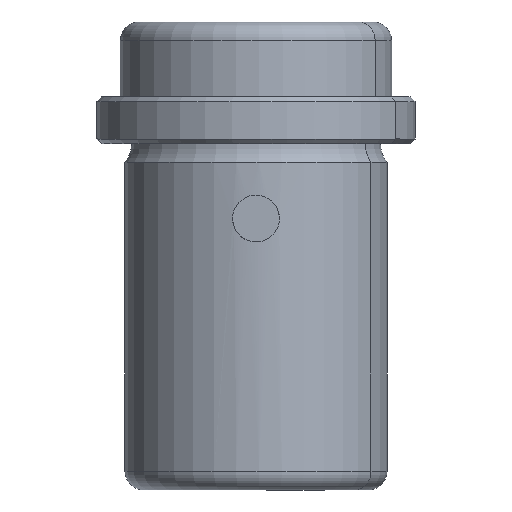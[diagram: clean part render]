
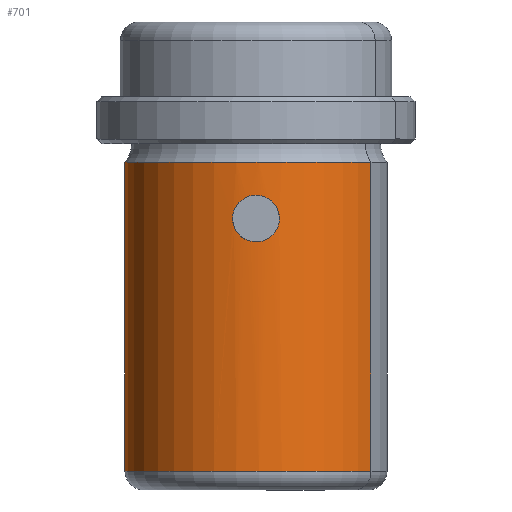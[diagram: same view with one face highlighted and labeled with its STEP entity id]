
A CAD part, front view. The second image highlights one B-rep face of the part: STEP entity #701.
In plain terms, the highlighted cylindrical face has radius 14 mm (diameter 28 mm), a partial arc.
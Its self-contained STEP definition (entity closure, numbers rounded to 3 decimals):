
#113=CARTESIAN_POINT('Vertex',(-2.194,-13.827,-6.801)) ;
#117=CARTESIAN_POINT('Control Point',(2.194,-13.827,-9.199)) ;
#118=CARTESIAN_POINT('Control Point',(2.044,-13.851,-9.473)) ;
#119=CARTESIAN_POINT('Control Point',(1.852,-13.879,-9.723)) ;
#120=CARTESIAN_POINT('Control Point',(1.621,-13.909,-9.942)) ;
#121=CARTESIAN_POINT('Control Point',(0.841,-13.991,-10.477)) ;
#122=CARTESIAN_POINT('Control Point',(-0.132,-14.023,-10.619)) ;
#123=CARTESIAN_POINT('Control Point',(-0.792,-13.997,-10.498)) ;
#124=CARTESIAN_POINT('Control Point',(-1.946,-13.882,-9.868)) ;
#125=CARTESIAN_POINT('Control Point',(-2.533,-13.771,-8.689)) ;
#126=CARTESIAN_POINT('Control Point',(-2.626,-13.75,-8.011)) ;
#127=CARTESIAN_POINT('Control Point',(-2.498,-13.779,-7.357)) ;
#128=CARTESIAN_POINT('Control Point',(-2.194,-13.827,-6.801)) ;
#129=CARTESIAN_POINT('Vertex',(2.194,-13.827,-9.199)) ;
#259=CARTESIAN_POINT('Vertex',(12.286,-6.712,-35.)) ;
#262=CARTESIAN_POINT('Axis2P3D Location',(0.,0.,-35.)) ;
#266=CARTESIAN_POINT('Vertex',(-12.286,6.712,-35.)) ;
#298=CARTESIAN_POINT('Axis2P3D Location',(0.,0.,-12.)) ;
#303=CARTESIAN_POINT('Line Origine',(-12.286,6.712,-19.5)) ;
#307=CARTESIAN_POINT('Vertex',(-12.286,6.712,-2.)) ;
#314=CARTESIAN_POINT('Vertex',(12.286,-6.712,-2.)) ;
#317=CARTESIAN_POINT('Line Origine',(12.286,-6.712,-19.5)) ;
#651=CARTESIAN_POINT('Axis2P3D Location',(0.,0.,-2.)) ;
#684=CARTESIAN_POINT('Control Point',(-2.194,-13.827,-6.801)) ;
#685=CARTESIAN_POINT('Control Point',(-2.044,-13.851,-6.527)) ;
#686=CARTESIAN_POINT('Control Point',(-1.852,-13.879,-6.277)) ;
#687=CARTESIAN_POINT('Control Point',(-1.621,-13.909,-6.058)) ;
#688=CARTESIAN_POINT('Control Point',(-0.841,-13.991,-5.523)) ;
#689=CARTESIAN_POINT('Control Point',(0.132,-14.023,-5.381)) ;
#690=CARTESIAN_POINT('Control Point',(0.792,-13.997,-5.502)) ;
#691=CARTESIAN_POINT('Control Point',(1.946,-13.882,-6.132)) ;
#692=CARTESIAN_POINT('Control Point',(2.533,-13.771,-7.311)) ;
#693=CARTESIAN_POINT('Control Point',(2.626,-13.75,-7.989)) ;
#694=CARTESIAN_POINT('Control Point',(2.498,-13.779,-8.643)) ;
#695=CARTESIAN_POINT('Control Point',(2.194,-13.827,-9.199)) ;
#263=DIRECTION('Axis2P3D Direction',(0.,0.,-1.)) ;
#299=DIRECTION('Axis2P3D Direction',(0.,0.,-1.)) ;
#300=DIRECTION('Axis2P3D XDirection',(-0.878,0.479,-0.)) ;
#304=DIRECTION('Vector Direction',(0.,0.,-1.)) ;
#318=DIRECTION('Vector Direction',(0.,0.,-1.)) ;
#652=DIRECTION('Axis2P3D Direction',(0.,0.,-1.)) ;
#264=AXIS2_PLACEMENT_3D('Circle Axis2P3D',#262,#263,$) ;
#301=AXIS2_PLACEMENT_3D('Cylinder Axis2P3D',#298,#299,#300) ;
#653=AXIS2_PLACEMENT_3D('Circle Axis2P3D',#651,#652,$) ;
#678=ORIENTED_EDGE('',*,*,#321,.T.) ;
#679=ORIENTED_EDGE('',*,*,#655,.T.) ;
#680=ORIENTED_EDGE('',*,*,#309,.F.) ;
#681=ORIENTED_EDGE('',*,*,#268,.F.) ;
#698=ORIENTED_EDGE('',*,*,#131,.T.) ;
#699=ORIENTED_EDGE('',*,*,#696,.T.) ;
#700=FACE_BOUND('',#697,.T.) ;
#305=VECTOR('Line Direction',#304,1.) ;
#319=VECTOR('Line Direction',#318,1.) ;
#701=ADVANCED_FACE('PartBody',(#682,#700),#302,.T.) ;
#116=B_SPLINE_CURVE_WITH_KNOTS('',5,(#117,#118,#119,#120,#121,#122,#123,#124,#125,#126,#127,#128),.UNSPECIFIED.,.F.,.U.,(6,3,3,6),(0.,2.216,6.636,11.129),.UNSPECIFIED.) ;
#683=B_SPLINE_CURVE_WITH_KNOTS('',5,(#684,#685,#686,#687,#688,#689,#690,#691,#692,#693,#694,#695),.UNSPECIFIED.,.F.,.U.,(6,3,3,6),(0.,2.216,6.636,11.129),.UNSPECIFIED.) ;
#265=CIRCLE('generated circle',#264,14.) ;
#654=CIRCLE('generated circle',#653,14.) ;
#302=CYLINDRICAL_SURFACE('generated cylinder',#301,14.) ;
#131=EDGE_CURVE('',#130,#114,#116,.T.) ;
#268=EDGE_CURVE('',#260,#267,#265,.T.) ;
#309=EDGE_CURVE('',#267,#308,#306,.F.) ;
#321=EDGE_CURVE('',#260,#315,#320,.F.) ;
#655=EDGE_CURVE('',#315,#308,#654,.T.) ;
#696=EDGE_CURVE('',#114,#130,#683,.T.) ;
#677=EDGE_LOOP('',(#678,#679,#680,#681)) ;
#697=EDGE_LOOP('',(#698,#699)) ;
#682=FACE_OUTER_BOUND('',#677,.T.) ;
#306=LINE('Line',#303,#305) ;
#320=LINE('Line',#317,#319) ;
#114=VERTEX_POINT('',#113) ;
#130=VERTEX_POINT('',#129) ;
#260=VERTEX_POINT('',#259) ;
#267=VERTEX_POINT('',#266) ;
#308=VERTEX_POINT('',#307) ;
#315=VERTEX_POINT('',#314) ;
